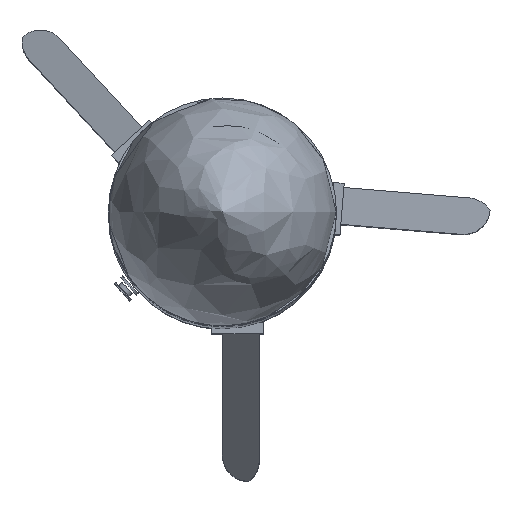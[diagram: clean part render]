
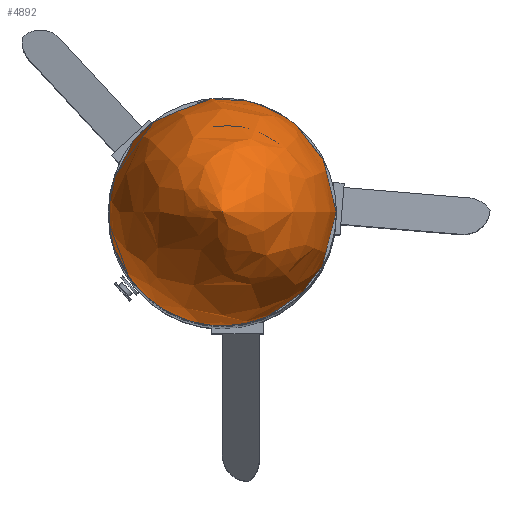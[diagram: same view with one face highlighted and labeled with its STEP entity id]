
A CAD part, top view. The second image highlights one B-rep face of the part: STEP entity #4892.
In plain terms, the highlighted free-form (B-spline) face has degree [2, 2] with [3, 9] control points.
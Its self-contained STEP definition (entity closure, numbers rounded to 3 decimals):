
#119=B_SPLINE_CURVE_WITH_KNOTS('',3,(#7702,#7703,#7704,#7705,#7706,#7707,
#7708,#7709,#7710,#7711,#7712,#7713,#7714,#7715),.UNSPECIFIED.,.F.,.F.,
(4,2,2,2,2,2,4),(-4.156,-3.874,-3.115,-2.365,
-1.589,-0.807,-0.488),.UNSPECIFIED.);
#120=B_SPLINE_CURVE_WITH_KNOTS('',3,(#7719,#7720,#7721,#7722,#7723,#7724,
#7725,#7726),.UNSPECIFIED.,.F.,.F.,(4,2,2,4),(-2.37,-1.988,
-0.983,-0.603),.UNSPECIFIED.);
#121=B_SPLINE_CURVE_WITH_KNOTS('',3,(#7727,#7728,#7729,#7730,#7731,#7732,
#7733,#7734,#7735,#7736,#7737,#7738,#7739,#7740,#7741,#7742,#7743,#7744,
#7745,#7746,#7747,#7748,#7749,#7750),.UNSPECIFIED.,.F.,.F.,(4,2,2,2,2,2,
2,2,2,2,2,4),(-9.918,-9.532,-8.65,-7.786,
-7.092,-6.37,-5.68,-4.994,
-4.279,-3.52,-2.822,-2.37),
 .UNSPECIFIED.);
#133=(
BOUNDED_CURVE()
B_SPLINE_CURVE(2,(#7779,#7780,#7781),.UNSPECIFIED.,.F.,.F.)
B_SPLINE_CURVE_WITH_KNOTS((3,3),(-0.301,0.905),
 .UNSPECIFIED.)
CURVE()
GEOMETRIC_REPRESENTATION_ITEM()
RATIONAL_B_SPLINE_CURVE((0.98,0.814,1.))
REPRESENTATION_ITEM('')
);
#149=(
BOUNDED_SURFACE()
B_SPLINE_SURFACE(2,2,((#7751,#7752,#7753,#7754,#7755,#7756,#7757,#7758,
#7759),(#7760,#7761,#7762,#7763,#7764,#7765,#7766,#7767,#7768),(#7769,#7770,
#7771,#7772,#7773,#7774,#7775,#7776,#7777)),.UNSPECIFIED.,.F.,.T.,.F.)
B_SPLINE_SURFACE_WITH_KNOTS((3,3),(3,2,2,2,3),(-0.905,0.37),
(-3.142,-1.571,0.,1.571,3.142),
 .UNSPECIFIED.)
GEOMETRIC_REPRESENTATION_ITEM()
RATIONAL_B_SPLINE_SURFACE(((1.,0.707,1.,0.707,1.,
0.707,1.,0.707,1.),(0.803,0.568,
0.803,0.568,0.803,0.568,
0.803,0.568,0.803),(1.,0.707,
1.,0.707,1.,0.707,1.,0.707,1.)))
REPRESENTATION_ITEM('')
SURFACE()
);
#502=FACE_OUTER_BOUND('',#841,.T.);
#841=EDGE_LOOP('',(#3421,#3422,#3423,#3424,#3425));
#2273=VERTEX_POINT('',#7699);
#2274=VERTEX_POINT('',#7701);
#2275=VERTEX_POINT('',#7718);
#2276=VERTEX_POINT('',#7778);
#2725=EDGE_CURVE('',#2274,#2273,#119,.T.);
#2727=EDGE_CURVE('',#2275,#2274,#120,.T.);
#2728=EDGE_CURVE('',#2273,#2275,#121,.T.);
#2729=EDGE_CURVE('',#2275,#2276,#133,.T.);
#3421=ORIENTED_EDGE('',*,*,#2725,.T.);
#3422=ORIENTED_EDGE('',*,*,#2728,.T.);
#3423=ORIENTED_EDGE('',*,*,#2729,.T.);
#3424=ORIENTED_EDGE('',*,*,#2729,.F.);
#3425=ORIENTED_EDGE('',*,*,#2727,.T.);
#4892=ADVANCED_FACE('',(#502),#149,.F.);
#7699=CARTESIAN_POINT('',(-16.559,13.329,-139.458));
#7701=CARTESIAN_POINT('',(16.48,13.425,-139.458));
#7702=CARTESIAN_POINT('Ctrl Pts',(16.48,13.425,-139.458));
#7703=CARTESIAN_POINT('Ctrl Pts',(15.877,14.13,-139.666));
#7704=CARTESIAN_POINT('Ctrl Pts',(15.225,14.803,-139.84));
#7705=CARTESIAN_POINT('Ctrl Pts',(12.635,17.156,-140.361));
#7706=CARTESIAN_POINT('Ctrl Pts',(10.461,18.545,-140.478));
#7707=CARTESIAN_POINT('Ctrl Pts',(5.745,20.496,-140.498));
#7708=CARTESIAN_POINT('Ctrl Pts',(3.096,21.112,-140.415));
#7709=CARTESIAN_POINT('Ctrl Pts',(-2.731,21.177,-140.406));
#7710=CARTESIAN_POINT('Ctrl Pts',(-5.457,20.581,-140.489));
#7711=CARTESIAN_POINT('Ctrl Pts',(-10.254,18.663,-140.488));
#7712=CARTESIAN_POINT('Ctrl Pts',(-12.465,17.279,-140.389));
#7713=CARTESIAN_POINT('Ctrl Pts',(-15.172,14.859,-139.877));
#7714=CARTESIAN_POINT('Ctrl Pts',(-15.896,14.112,-139.688));
#7715=CARTESIAN_POINT('Ctrl Pts',(-16.559,13.329,-139.458));
#7718=CARTESIAN_POINT('',(18.983,0.,-150.33));
#7719=CARTESIAN_POINT('Ctrl Pts',(18.983,0.,
-150.33));
#7720=CARTESIAN_POINT('Ctrl Pts',(19.158,1.125,-149.774));
#7721=CARTESIAN_POINT('Ctrl Pts',(19.246,2.232,-149.148));
#7722=CARTESIAN_POINT('Ctrl Pts',(19.274,6.155,-146.643));
#7723=CARTESIAN_POINT('Ctrl Pts',(18.749,8.744,-144.42));
#7724=CARTESIAN_POINT('Ctrl Pts',(17.415,11.845,-141.241));
#7725=CARTESIAN_POINT('Ctrl Pts',(16.982,12.657,-140.349));
#7726=CARTESIAN_POINT('Ctrl Pts',(16.48,13.425,-139.458));
#7727=CARTESIAN_POINT('Ctrl Pts',(-16.559,13.329,-139.458));
#7728=CARTESIAN_POINT('Ctrl Pts',(-17.064,12.545,-140.364));
#7729=CARTESIAN_POINT('Ctrl Pts',(-17.498,11.717,-141.27));
#7730=CARTESIAN_POINT('Ctrl Pts',(-18.696,8.865,-144.179));
#7731=CARTESIAN_POINT('Ctrl Pts',(-19.184,6.626,-146.138));
#7732=CARTESIAN_POINT('Ctrl Pts',(-19.341,1.792,-149.443));
#7733=CARTESIAN_POINT('Ctrl Pts',(-19.03,-0.76,-150.772));
#7734=CARTESIAN_POINT('Ctrl Pts',(-17.561,-5.457,-152.495));
#7735=CARTESIAN_POINT('Ctrl Pts',(-16.602,-7.498,-152.995));
#7736=CARTESIAN_POINT('Ctrl Pts',(-13.955,-11.354,-153.633));
#7737=CARTESIAN_POINT('Ctrl Pts',(-12.278,-13.091,-153.749));
#7738=CARTESIAN_POINT('Ctrl Pts',(-8.43,-15.795,-153.828));
#7739=CARTESIAN_POINT('Ctrl Pts',(-6.326,-16.762,-153.798));
#7740=CARTESIAN_POINT('Ctrl Pts',(-1.863,-17.832,-153.759));
#7741=CARTESIAN_POINT('Ctrl Pts',(0.436,-17.926,-153.753));
#7742=CARTESIAN_POINT('Ctrl Pts',(5.052,-17.206,-153.782));
#7743=CARTESIAN_POINT('Ctrl Pts',(7.298,-16.365,-153.819));
#7744=CARTESIAN_POINT('Ctrl Pts',(11.482,-13.797,-153.788));
#7745=CARTESIAN_POINT('Ctrl Pts',(13.336,-12.056,-153.71));
#7746=CARTESIAN_POINT('Ctrl Pts',(16.212,-8.184,-153.156));
#7747=CARTESIAN_POINT('Ctrl Pts',(17.251,-6.15,-152.714));
#7748=CARTESIAN_POINT('Ctrl Pts',(18.449,-2.686,-151.546));
#7749=CARTESIAN_POINT('Ctrl Pts',(18.777,-1.33,-150.987));
#7750=CARTESIAN_POINT('Ctrl Pts',(18.983,0.,
-150.33));
#7751=CARTESIAN_POINT('Ctrl Pts',(0.,0.,-89.));
#7752=CARTESIAN_POINT('Ctrl Pts',(0.,0.,-89.));
#7753=CARTESIAN_POINT('Ctrl Pts',(0.,0.,-89.));
#7754=CARTESIAN_POINT('Ctrl Pts',(0.,0.,-89.));
#7755=CARTESIAN_POINT('Ctrl Pts',(0.,0.,-89.));
#7756=CARTESIAN_POINT('Ctrl Pts',(0.,0.,-89.));
#7757=CARTESIAN_POINT('Ctrl Pts',(0.,0.,-89.));
#7758=CARTESIAN_POINT('Ctrl Pts',(0.,0.,-89.));
#7759=CARTESIAN_POINT('Ctrl Pts',(0.,0.,-89.));
#7760=CARTESIAN_POINT('Ctrl Pts',(32.894,0.,
-114.836));
#7761=CARTESIAN_POINT('Ctrl Pts',(32.894,-32.894,-114.836));
#7762=CARTESIAN_POINT('Ctrl Pts',(0.,-32.894,-114.836));
#7763=CARTESIAN_POINT('Ctrl Pts',(-32.894,-32.894,-114.836));
#7764=CARTESIAN_POINT('Ctrl Pts',(-32.894,0.,
-114.836));
#7765=CARTESIAN_POINT('Ctrl Pts',(-32.894,32.894,-114.836));
#7766=CARTESIAN_POINT('Ctrl Pts',(0.,32.894,-114.836));
#7767=CARTESIAN_POINT('Ctrl Pts',(32.894,32.894,-114.836));
#7768=CARTESIAN_POINT('Ctrl Pts',(32.894,0.,
-114.836));
#7769=CARTESIAN_POINT('Ctrl Pts',(17.756,0.,
-153.828));
#7770=CARTESIAN_POINT('Ctrl Pts',(17.756,-17.756,-153.828));
#7771=CARTESIAN_POINT('Ctrl Pts',(0.,-17.756,-153.828));
#7772=CARTESIAN_POINT('Ctrl Pts',(-17.756,-17.756,-153.828));
#7773=CARTESIAN_POINT('Ctrl Pts',(-17.756,0.,
-153.828));
#7774=CARTESIAN_POINT('Ctrl Pts',(-17.756,17.756,-153.828));
#7775=CARTESIAN_POINT('Ctrl Pts',(0.,17.756,-153.828));
#7776=CARTESIAN_POINT('Ctrl Pts',(17.756,17.756,-153.828));
#7777=CARTESIAN_POINT('Ctrl Pts',(17.756,0.,
-153.828));
#7778=CARTESIAN_POINT('',(0.,0.,-89.));
#7779=CARTESIAN_POINT('Ctrl Pts',(18.983,0.,
-150.33));
#7780=CARTESIAN_POINT('Ctrl Pts',(30.689,0.,
-113.104));
#7781=CARTESIAN_POINT('Ctrl Pts',(0.,0.,-89.));
